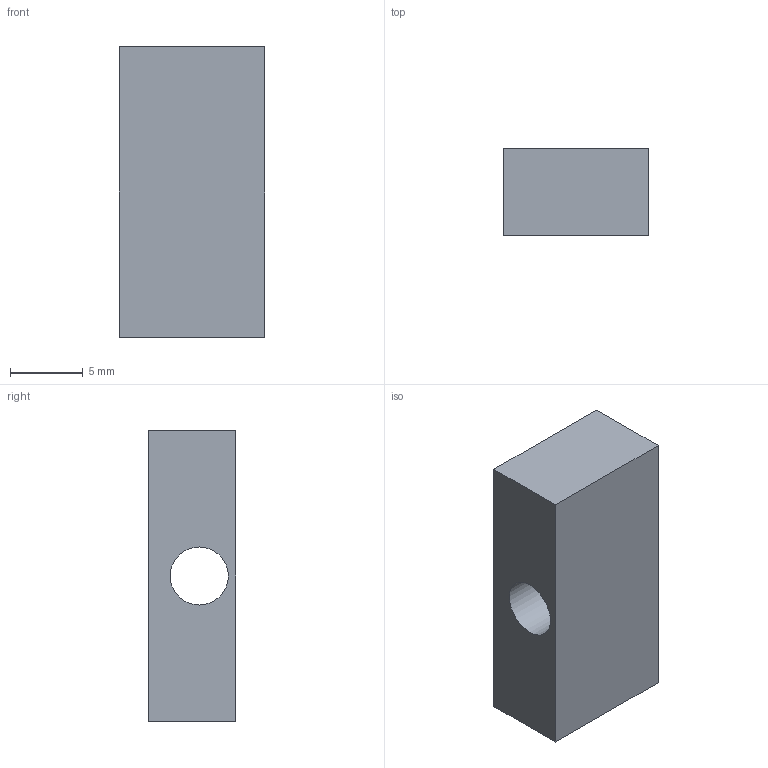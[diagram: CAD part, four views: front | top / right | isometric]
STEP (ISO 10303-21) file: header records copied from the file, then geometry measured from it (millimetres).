
FILE_DESCRIPTION(/* description */ (''),/* implementation_level */ '2;1');
FILE_NAME(/* name */ 'eonPCBholder.stp',/* time_stamp */ '2021-03-18T18:27:43-04:00',/* author */ ('dkiiv'),/* organization */ (''),/* preprocessor_version */ 'ST-DEVELOPER v18',/* originating_system */ 'Autodesk Inventor 2020',/* authorisation */ '');
FILE_SCHEMA (('AUTOMOTIVE_DESIGN { 1 0 10303 214 3 1 1 }'));
Length unit declared in the file: millimetre
Products named in the file (1): eonPCBholder
Bounding box: 10 x 6 x 20 mm (x, y, z)
Volume: 1074.3 mm3; surface area: 860.5 mm2
Topology: 1 solids, 1 shells, 7 faces, 16 edges, 11 vertices
Faces by surface type: plane 6, cylinder 1
Full cylindrical faces by diameter (mm): 4 x1
Entity records: 246 total; most frequent: DIRECTION 35, CARTESIAN_POINT 35, ORIENTED_EDGE 32, EDGE_CURVE 16, LINE 13, VECTOR 13, VERTEX_POINT 11, AXIS2_PLACEMENT_3D 11
